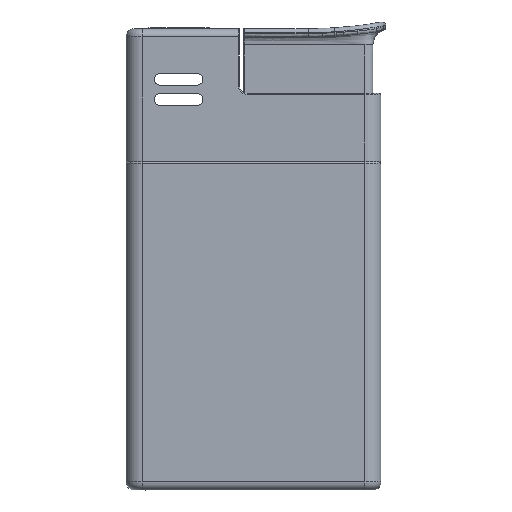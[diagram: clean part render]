
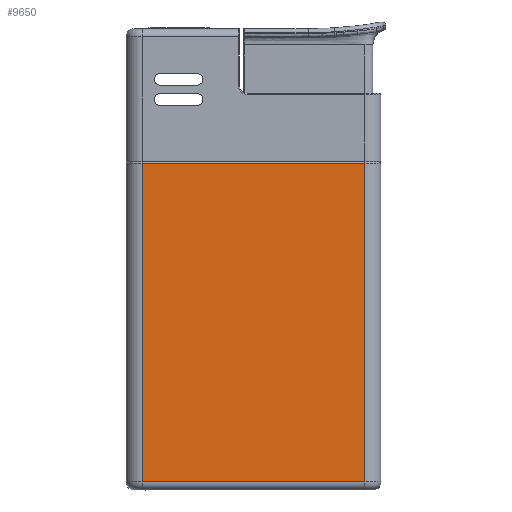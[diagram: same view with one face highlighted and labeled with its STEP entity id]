
A CAD part, front view. The second image highlights one B-rep face of the part: STEP entity #9650.
In plain terms, the highlighted planar face has unit normal (0, -1, 0).
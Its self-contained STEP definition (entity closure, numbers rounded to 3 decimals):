
#121 = CARTESIAN_POINT ( 'NONE',  ( 29.5, 0., 20.687 ) ) ;
#291 = CARTESIAN_POINT ( 'NONE',  ( 2., 0., 20.687 ) ) ;
#392 = CARTESIAN_POINT ( 'NONE',  ( 29.5, 0., 40.375 ) ) ;
#665 = VERTEX_POINT ( 'NONE', #392 ) ;
#933 = DIRECTION ( 'NONE',  ( 0., -1., 0. ) ) ;
#1070 = EDGE_CURVE ( 'NONE', #5679, #2499, #6976, .T. ) ;
#1384 = DIRECTION ( 'NONE',  ( -1., 0., 0. ) ) ;
#2278 = DIRECTION ( 'NONE',  ( 0., 0., 1. ) ) ;
#2313 = CARTESIAN_POINT ( 'NONE',  ( 2., 0., 40.375 ) ) ;
#2499 = VERTEX_POINT ( 'NONE', #7161 ) ;
#2765 = DIRECTION ( 'NONE',  ( -1., 0., 0. ) ) ;
#2803 = EDGE_LOOP ( 'NONE', ( #7009, #6279, #3920, #8796 ) ) ;
#2881 = EDGE_CURVE ( 'NONE', #8281, #665, #4608, .T. ) ;
#3056 = EDGE_CURVE ( 'NONE', #8281, #2499, #4377, .T. ) ;
#3920 = ORIENTED_EDGE ( 'NONE', *, *, #1070, .T. ) ;
#4090 = VECTOR ( 'NONE', #2278, 1000. ) ;
#4377 = LINE ( 'NONE', #5788, #9225 ) ;
#4608 = LINE ( 'NONE', #121, #4090 ) ;
#5679 = VERTEX_POINT ( 'NONE', #8387 ) ;
#5788 = CARTESIAN_POINT ( 'NONE',  ( 15.75, 0., 1. ) ) ;
#5918 = FACE_OUTER_BOUND ( 'NONE', #2803, .T. ) ;
#6279 = ORIENTED_EDGE ( 'NONE', *, *, #8274, .T. ) ;
#6888 = PLANE ( 'NONE',  #7712 ) ;
#6970 = VECTOR ( 'NONE', #7305, 1000. ) ;
#6976 = LINE ( 'NONE', #291, #6970 ) ;
#7009 = ORIENTED_EDGE ( 'NONE', *, *, #2881, .T. ) ;
#7161 = CARTESIAN_POINT ( 'NONE',  ( 2., 0., 1. ) ) ;
#7305 = DIRECTION ( 'NONE',  ( 0., 0., -1. ) ) ;
#7329 = CARTESIAN_POINT ( 'NONE',  ( 29.5, 0., 1. ) ) ;
#7466 = DIRECTION ( 'NONE',  ( 0., 0., -1. ) ) ;
#7693 = VECTOR ( 'NONE', #1384, 1000. ) ;
#7712 = AXIS2_PLACEMENT_3D ( 'NONE', #2313, #933, #7466 ) ;
#8060 = CARTESIAN_POINT ( 'NONE',  ( 15.75, 0., 40.375 ) ) ;
#8108 = LINE ( 'NONE', #8060, #7693 ) ;
#8274 = EDGE_CURVE ( 'NONE', #665, #5679, #8108, .T. ) ;
#8281 = VERTEX_POINT ( 'NONE', #7329 ) ;
#8387 = CARTESIAN_POINT ( 'NONE',  ( 2., 0., 40.375 ) ) ;
#8796 = ORIENTED_EDGE ( 'NONE', *, *, #3056, .F. ) ;
#9225 = VECTOR ( 'NONE', #2765, 1000. ) ;
#9650 = ADVANCED_FACE ( 'NONE', ( #5918 ), #6888, .T. ) ;
